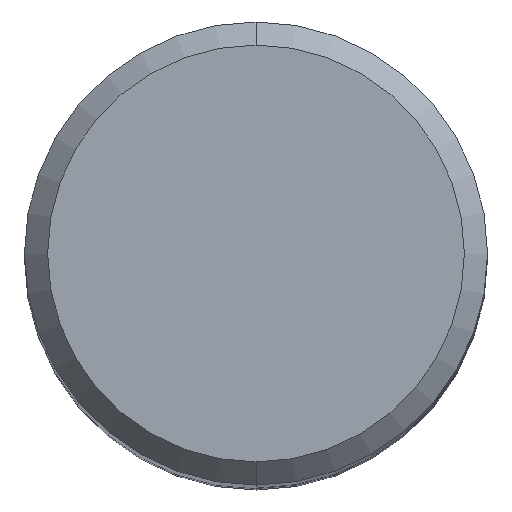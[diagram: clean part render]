
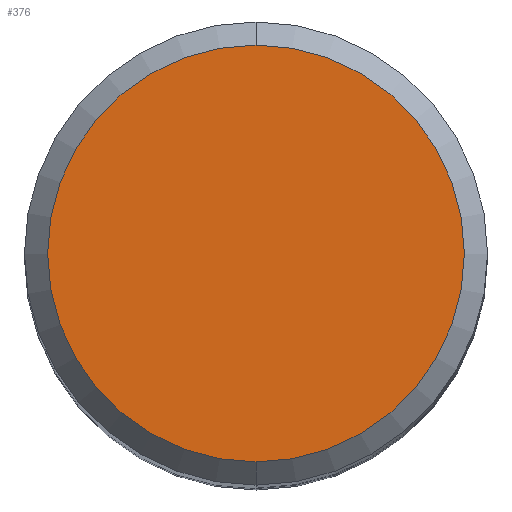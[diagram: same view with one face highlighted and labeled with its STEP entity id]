
A CAD part, top view. The second image highlights one B-rep face of the part: STEP entity #376.
In plain terms, the highlighted planar face has unit normal (0, 0, 1).
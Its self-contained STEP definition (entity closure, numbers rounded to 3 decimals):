
#212=VERTEX_POINT('',#509);
#318=EDGE_CURVE('',#212,#346,#630,.T.);
#334=EDGE_CURVE('',#346,#212,#647,.T.);
#346=VERTEX_POINT('',#660);
#376=ADVANCED_FACE('',(#692),#693,.T.);
#509=CARTESIAN_POINT('',(0.,-7.2,0.0));
#630=CIRCLE('',#1121,7.2);
#647=CIRCLE('',#1146,7.2);
#660=CARTESIAN_POINT('',(0.0,7.2,0.0));
#692=FACE_OUTER_BOUND('',#1281,.T.);
#693=PLANE('',#1282);
#1121=AXIS2_PLACEMENT_3D('',#1658,#1659,#1660);
#1146=AXIS2_PLACEMENT_3D('',#1680,#1681,#1682);
#1281=EDGE_LOOP('',(#1721,#1722));
#1282=AXIS2_PLACEMENT_3D('',#1723,#1724,#1725);
#1658=CARTESIAN_POINT('',(0.0,0.0,0.0));
#1659=DIRECTION('',(0.0,0.0,-1.0));
#1660=DIRECTION('',(0.0,1.0,0.0));
#1680=CARTESIAN_POINT('',(0.0,0.0,0.0));
#1681=DIRECTION('',(0.0,0.0,-1.0));
#1682=DIRECTION('',(0.0,1.0,0.0));
#1721=ORIENTED_EDGE('',*,*,#334,.F.);
#1722=ORIENTED_EDGE('',*,*,#318,.F.);
#1723=CARTESIAN_POINT('',(0.0,3.6,0.0));
#1724=DIRECTION('',(-0.0,0.0,1.0));
#1725=DIRECTION('',(0.0,-1.0,0.0));
